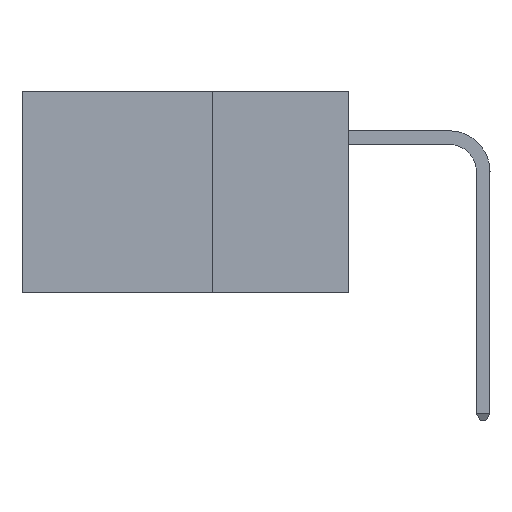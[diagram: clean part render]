
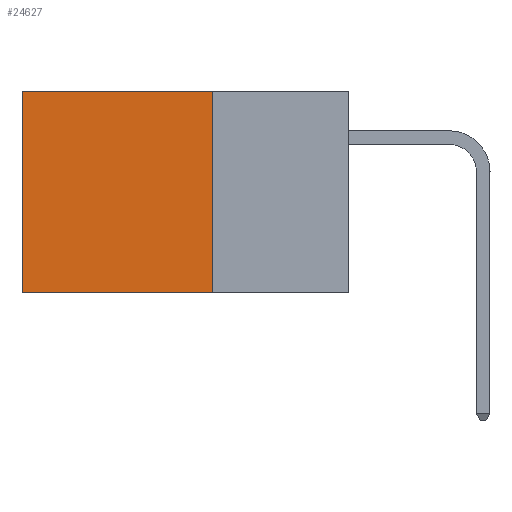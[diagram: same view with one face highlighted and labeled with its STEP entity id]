
A CAD part, left-side view. The second image highlights one B-rep face of the part: STEP entity #24627.
In plain terms, the highlighted planar face has unit normal (-1, 0, 0).
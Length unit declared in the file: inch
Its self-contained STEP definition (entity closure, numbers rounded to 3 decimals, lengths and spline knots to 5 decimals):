
#1752 = EDGE_CURVE ( 'NONE', #4028, #1987, #10414, .T. ) ;
#1987 = VERTEX_POINT ( 'NONE', #10871 ) ;
#4028 = VERTEX_POINT ( 'NONE', #9474 ) ;
#4257 = LINE ( 'NONE', #12241, #8465 ) ;
#4515 = DIRECTION ( 'NONE',  ( 0., 0., -1. ) ) ;
#7144 = ORIENTED_EDGE ( 'NONE', *, *, #9700, .T. ) ;
#7227 = LINE ( 'NONE', #9890, #10468 ) ;
#8465 = VECTOR ( 'NONE', #15857, 39.37008 ) ;
#9474 = CARTESIAN_POINT ( 'NONE',  ( 0.2875, 0.25, 0. ) ) ;
#9660 = AXIS2_PLACEMENT_3D ( 'NONE', #19523, #17939, #19991 ) ;
#9700 = EDGE_CURVE ( 'NONE', #4028, #13391, #7227, .T. ) ;
#9783 = VECTOR ( 'NONE', #4515, 39.37008 ) ;
#9890 = CARTESIAN_POINT ( 'NONE',  ( 0.2875, 0.25, 0. ) ) ;
#10165 = EDGE_CURVE ( 'NONE', #13391, #18046, #17874, .T. ) ;
#10252 = DIRECTION ( 'NONE',  ( 0., 1., 0. ) ) ;
#10414 = LINE ( 'NONE', #25366, #9783 ) ;
#10468 = VECTOR ( 'NONE', #10252, 39.37008 ) ;
#10871 = CARTESIAN_POINT ( 'NONE',  ( 0.2875, 0.25, -0.37 ) ) ;
#11145 = EDGE_CURVE ( 'NONE', #1987, #18046, #4257, .T. ) ;
#11490 = DIRECTION ( 'NONE',  ( 0., 0., -1. ) ) ;
#12241 = CARTESIAN_POINT ( 'NONE',  ( 0.2875, 0.25, -0.37 ) ) ;
#12278 = CARTESIAN_POINT ( 'NONE',  ( 0.2875, 0.6, 0. ) ) ;
#13391 = VERTEX_POINT ( 'NONE', #12278 ) ;
#13499 = ORIENTED_EDGE ( 'NONE', *, *, #11145, .F. ) ;
#13735 = ORIENTED_EDGE ( 'NONE', *, *, #10165, .T. ) ;
#15857 = DIRECTION ( 'NONE',  ( 0., 1., 0. ) ) ;
#16687 = EDGE_LOOP ( 'NONE', ( #13735, #13499, #23040, #7144 ) ) ;
#17603 = PLANE ( 'NONE',  #9660 ) ;
#17874 = LINE ( 'NONE', #19126, #22318 ) ;
#17939 = DIRECTION ( 'NONE',  ( 1., 0., 0. ) ) ;
#18046 = VERTEX_POINT ( 'NONE', #21374 ) ;
#19126 = CARTESIAN_POINT ( 'NONE',  ( 0.2875, 0.6, 0. ) ) ;
#19523 = CARTESIAN_POINT ( 'NONE',  ( 0.2875, 0.25, 0. ) ) ;
#19991 = DIRECTION ( 'NONE',  ( 0., 0., -1. ) ) ;
#21374 = CARTESIAN_POINT ( 'NONE',  ( 0.2875, 0.6, -0.37 ) ) ;
#22023 = FACE_OUTER_BOUND ( 'NONE', #16687, .T. ) ;
#22318 = VECTOR ( 'NONE', #11490, 39.37008 ) ;
#23040 = ORIENTED_EDGE ( 'NONE', *, *, #1752, .F. ) ;
#24627 = ADVANCED_FACE ( 'NONE', ( #22023 ), #17603, .F. ) ;
#25366 = CARTESIAN_POINT ( 'NONE',  ( 0.2875, 0.25, 0. ) ) ;
